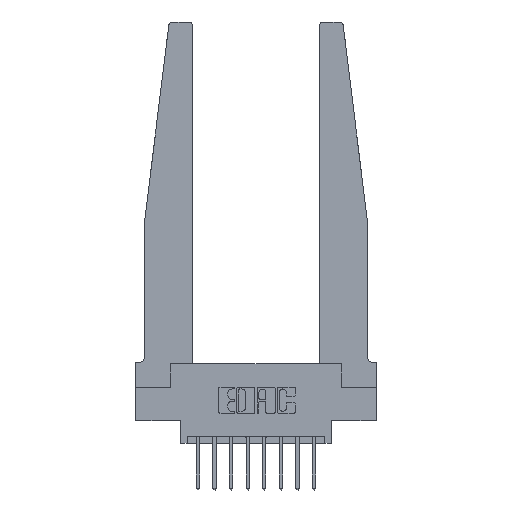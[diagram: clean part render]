
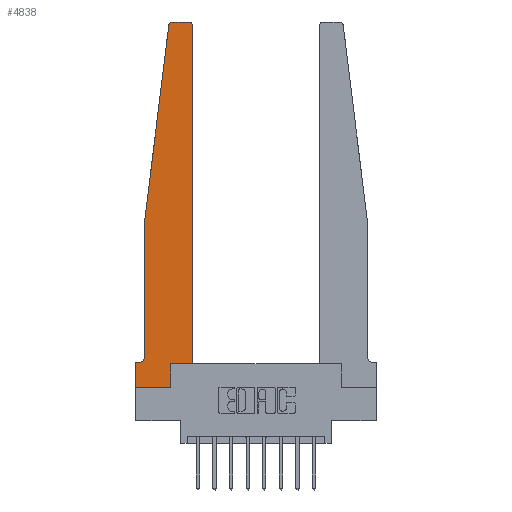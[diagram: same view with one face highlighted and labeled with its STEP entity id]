
A CAD part, top view. The second image highlights one B-rep face of the part: STEP entity #4838.
In plain terms, the highlighted planar face has unit normal (0, 0, 1).
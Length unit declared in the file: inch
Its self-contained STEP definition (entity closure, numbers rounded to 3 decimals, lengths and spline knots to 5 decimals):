
#33 = CARTESIAN_POINT ( 'NONE',  ( 0.425, 2.72, 0.37 ) ) ;
#103 = CARTESIAN_POINT ( 'NONE',  ( 0.2605, 0.18, 0.37 ) ) ;
#813 = FACE_OUTER_BOUND ( 'NONE', #2205, .T. ) ;
#903 = ORIENTED_EDGE ( 'NONE', *, *, #13074, .T. ) ;
#1152 = ORIENTED_EDGE ( 'NONE', *, *, #12524, .T. ) ;
#1563 = VERTEX_POINT ( 'NONE', #6130 ) ;
#1599 = VERTEX_POINT ( 'NONE', #1669 ) ;
#1669 = CARTESIAN_POINT ( 'NONE',  ( 0.065, 1.25, 0.37 ) ) ;
#1816 = ORIENTED_EDGE ( 'NONE', *, *, #12913, .T. ) ;
#1885 = ORIENTED_EDGE ( 'NONE', *, *, #2326, .T. ) ;
#1915 = CARTESIAN_POINT ( 'NONE',  ( 0.015, 0.2375, 0.37 ) ) ;
#2121 = ORIENTED_EDGE ( 'NONE', *, *, #13968, .T. ) ;
#2200 = LINE ( 'NONE', #4499, #12402 ) ;
#2205 = EDGE_LOOP ( 'NONE', ( #903, #1816, #7819, #5821, #10920, #12161, #9730, #2121, #8162, #1885, #1152, #14231 ) ) ;
#2251 = VERTEX_POINT ( 'NONE', #2484 ) ;
#2309 = CARTESIAN_POINT ( 'NONE',  ( 0.065, 1.25, 0.37 ) ) ;
#2326 = EDGE_CURVE ( 'NONE', #11069, #1563, #2630, .T. ) ;
#2484 = CARTESIAN_POINT ( 'NONE',  ( 0.24675, 2.72367, 0.37 ) ) ;
#2553 = DIRECTION ( 'NONE',  ( 0., 0., 1. ) ) ;
#2630 = LINE ( 'NONE', #4996, #4312 ) ;
#2760 = VERTEX_POINT ( 'NONE', #3920 ) ;
#2803 = CARTESIAN_POINT ( 'NONE',  ( 0.395, 2.72, 0.37 ) ) ;
#3155 = LINE ( 'NONE', #6736, #12256 ) ;
#3195 = CIRCLE ( 'NONE', #10529, 0.03 ) ;
#3262 = CARTESIAN_POINT ( 'NONE',  ( 0.395, 2.75, 0.37 ) ) ;
#3290 = CARTESIAN_POINT ( 'NONE',  ( 0.27653, 2.75, 0.37 ) ) ;
#3436 = VECTOR ( 'NONE', #4634, 39.37008 ) ;
#3493 = CARTESIAN_POINT ( 'NONE',  ( 0., 0., 0.37 ) ) ;
#3519 = EDGE_CURVE ( 'NONE', #2251, #1599, #2200, .T. ) ;
#3566 = LINE ( 'NONE', #3493, #3436 ) ;
#3679 = DIRECTION ( 'NONE',  ( 0., 1., 0. ) ) ;
#3920 = CARTESIAN_POINT ( 'NONE',  ( 0.065, 0.2375, 0.37 ) ) ;
#3940 = DIRECTION ( 'NONE',  ( 1., 0., 0. ) ) ;
#4000 = DIRECTION ( 'NONE',  ( 0., 0., 1. ) ) ;
#4007 = CARTESIAN_POINT ( 'NONE',  ( 0.27653, 2.72, 0.37 ) ) ;
#4068 = PLANE ( 'NONE',  #4114 ) ;
#4114 = AXIS2_PLACEMENT_3D ( 'NONE', #10185, #4000, #8665 ) ;
#4230 = DIRECTION ( 'NONE',  ( -1., 0., 0. ) ) ;
#4312 = VECTOR ( 'NONE', #3940, 39.37008 ) ;
#4499 = CARTESIAN_POINT ( 'NONE',  ( 0.065, 1.25, 0.37 ) ) ;
#4634 = DIRECTION ( 'NONE',  ( 0., -1., 0. ) ) ;
#4838 = ADVANCED_FACE ( 'NONE', ( #813 ), #4068, .T. ) ;
#4943 = VERTEX_POINT ( 'NONE', #10271 ) ;
#4944 = LINE ( 'NONE', #12214, #11272 ) ;
#4996 = CARTESIAN_POINT ( 'NONE',  ( 0.425, 0.18, 0.37 ) ) ;
#5148 = VECTOR ( 'NONE', #7966, 39.37008 ) ;
#5231 = DIRECTION ( 'NONE',  ( 0., 1., 0. ) ) ;
#5821 = ORIENTED_EDGE ( 'NONE', *, *, #9188, .T. ) ;
#6130 = CARTESIAN_POINT ( 'NONE',  ( 0.425, 0.18, 0.37 ) ) ;
#6560 = AXIS2_PLACEMENT_3D ( 'NONE', #1915, #11422, #10116 ) ;
#6736 = CARTESIAN_POINT ( 'NONE',  ( 0.25, 2.75, 0.37 ) ) ;
#6813 = CIRCLE ( 'NONE', #6560, 0.05 ) ;
#7215 = VERTEX_POINT ( 'NONE', #10828 ) ;
#7246 = EDGE_CURVE ( 'NONE', #2760, #11066, #6813, .T. ) ;
#7819 = ORIENTED_EDGE ( 'NONE', *, *, #3519, .T. ) ;
#7869 = VERTEX_POINT ( 'NONE', #33 ) ;
#7966 = DIRECTION ( 'NONE',  ( -1., 0., 0. ) ) ;
#8162 = ORIENTED_EDGE ( 'NONE', *, *, #8439, .T. ) ;
#8355 = VECTOR ( 'NONE', #10314, 39.37008 ) ;
#8439 = EDGE_CURVE ( 'NONE', #11142, #11069, #12933, .T. ) ;
#8623 = DIRECTION ( 'NONE',  ( 0., 0., 1. ) ) ;
#8665 = DIRECTION ( 'NONE',  ( 1., 0., 0. ) ) ;
#8719 = CARTESIAN_POINT ( 'NONE',  ( 0.015, 0.1875, 0.37 ) ) ;
#9089 = DIRECTION ( 'NONE',  ( -0.122, -0.992, 0. ) ) ;
#9188 = EDGE_CURVE ( 'NONE', #1599, #2760, #11431, .T. ) ;
#9730 = ORIENTED_EDGE ( 'NONE', *, *, #10544, .T. ) ;
#10116 = DIRECTION ( 'NONE',  ( -1., 0., 0. ) ) ;
#10185 = CARTESIAN_POINT ( 'NONE',  ( 0., 0.1875, 0.37 ) ) ;
#10235 = EDGE_CURVE ( 'NONE', #7869, #11622, #12456, .T. ) ;
#10271 = CARTESIAN_POINT ( 'NONE',  ( 0., 0., 0.37 ) ) ;
#10314 = DIRECTION ( 'NONE',  ( 1., 0., 0. ) ) ;
#10323 = CARTESIAN_POINT ( 'NONE',  ( 0.2605, 0., 0.37 ) ) ;
#10529 = AXIS2_PLACEMENT_3D ( 'NONE', #4007, #2553, #13123 ) ;
#10544 = EDGE_CURVE ( 'NONE', #7215, #4943, #3566, .T. ) ;
#10828 = CARTESIAN_POINT ( 'NONE',  ( 0., 0.1875, 0.37 ) ) ;
#10920 = ORIENTED_EDGE ( 'NONE', *, *, #7246, .T. ) ;
#11066 = VERTEX_POINT ( 'NONE', #8719 ) ;
#11069 = VERTEX_POINT ( 'NONE', #13312 ) ;
#11142 = VERTEX_POINT ( 'NONE', #10323 ) ;
#11272 = VECTOR ( 'NONE', #5231, 39.37008 ) ;
#11422 = DIRECTION ( 'NONE',  ( 0., 0., -1. ) ) ;
#11431 = LINE ( 'NONE', #2309, #11954 ) ;
#11584 = DIRECTION ( 'NONE',  ( 0., -1., 0. ) ) ;
#11622 = VERTEX_POINT ( 'NONE', #3262 ) ;
#11729 = LINE ( 'NONE', #13927, #5148 ) ;
#11954 = VECTOR ( 'NONE', #11584, 39.37008 ) ;
#12161 = ORIENTED_EDGE ( 'NONE', *, *, #13246, .T. ) ;
#12214 = CARTESIAN_POINT ( 'NONE',  ( 0.425, 0.18, 0.37 ) ) ;
#12256 = VECTOR ( 'NONE', #4230, 39.37008 ) ;
#12296 = DIRECTION ( 'NONE',  ( 1., 0., 0. ) ) ;
#12402 = VECTOR ( 'NONE', #9089, 39.37008 ) ;
#12456 = CIRCLE ( 'NONE', #14400, 0.03 ) ;
#12524 = EDGE_CURVE ( 'NONE', #1563, #7869, #4944, .T. ) ;
#12608 = LINE ( 'NONE', #13671, #8355 ) ;
#12913 = EDGE_CURVE ( 'NONE', #14746, #2251, #3195, .T. ) ;
#12922 = VECTOR ( 'NONE', #3679, 39.37008 ) ;
#12933 = LINE ( 'NONE', #103, #12922 ) ;
#13074 = EDGE_CURVE ( 'NONE', #11622, #14746, #3155, .T. ) ;
#13123 = DIRECTION ( 'NONE',  ( 1., 0., 0. ) ) ;
#13246 = EDGE_CURVE ( 'NONE', #11066, #7215, #11729, .T. ) ;
#13312 = CARTESIAN_POINT ( 'NONE',  ( 0.2605, 0.18, 0.37 ) ) ;
#13671 = CARTESIAN_POINT ( 'NONE',  ( 0., 0., 0.37 ) ) ;
#13927 = CARTESIAN_POINT ( 'NONE',  ( 0.065, 0.1875, 0.37 ) ) ;
#13968 = EDGE_CURVE ( 'NONE', #4943, #11142, #12608, .T. ) ;
#14231 = ORIENTED_EDGE ( 'NONE', *, *, #10235, .T. ) ;
#14400 = AXIS2_PLACEMENT_3D ( 'NONE', #2803, #8623, #12296 ) ;
#14746 = VERTEX_POINT ( 'NONE', #3290 ) ;
